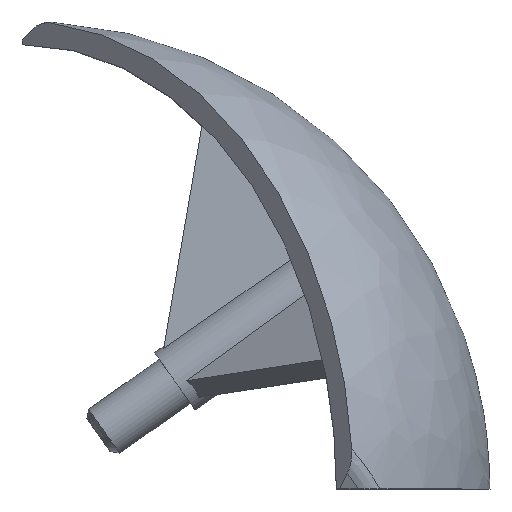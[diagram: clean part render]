
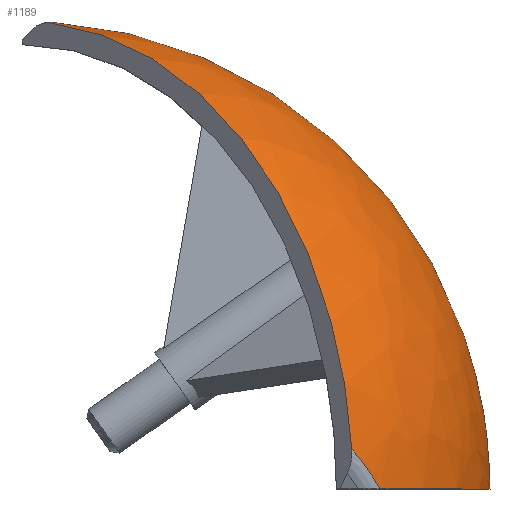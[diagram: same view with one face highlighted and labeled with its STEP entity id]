
A CAD part, top view. The second image highlights one B-rep face of the part: STEP entity #1189.
In plain terms, the highlighted free-form (B-spline) face has degree [3, 3] with [4, 4] control points.
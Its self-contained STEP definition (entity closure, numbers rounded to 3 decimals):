
#8 = CARTESIAN_POINT ( 'NONE',  ( 20., 0., 0. ) ) ;
#41 = CARTESIAN_POINT ( 'NONE',  ( 20., 0., 0. ) ) ;
#46 = CARTESIAN_POINT ( 'NONE',  ( 1.24, 19.962, 0. ) ) ;
#52 = CARTESIAN_POINT ( 'NONE',  ( 12.255, 19.398, 11.363 ) ) ;
#62 = CARTESIAN_POINT ( 'NONE',  ( 19.872, 0., 2.334 ) ) ;
#69 = CARTESIAN_POINT ( 'NONE',  ( 1.205, 19.927, 1.205 ) ) ;
#100 = CARTESIAN_POINT ( 'NONE',  ( 0., 0., 0. ) ) ;
#102 = VERTEX_POINT ( 'NONE', #69 ) ;
#124 = CARTESIAN_POINT ( 'NONE',  ( 4.036, 19.177, 4.036 ) ) ;
#129 = CARTESIAN_POINT ( 'NONE',  ( 12.648, 8.968, 12.648 ) ) ;
#137 = CARTESIAN_POINT ( 'NONE',  ( 20., 6.587, 11.245 ) ) ;
#152 = CARTESIAN_POINT ( 'NONE',  ( 12.255, 0., 19.398 ) ) ;
#156 = CARTESIAN_POINT ( 'NONE',  ( 20., 0., 0. ) ) ;
#204 = ORIENTED_EDGE ( 'NONE', *, *, #302, .T. ) ;
#218 = CARTESIAN_POINT ( 'NONE',  ( 12.455, 9.492, 12.455 ) ) ;
#221 = CARTESIAN_POINT ( 'NONE',  ( 11.82, 10.995, 11.82 ) ) ;
#224 = CARTESIAN_POINT ( 'NONE',  ( 14.055, 2.291, 14.055 ) ) ;
#247 = CARTESIAN_POINT ( 'NONE',  ( 19.193, 0., 5.746 ) ) ;
#251 = DIRECTION ( 'NONE',  ( 0.707, -0.707, 0. ) ) ;
#258 = CARTESIAN_POINT ( 'NONE',  ( 19.948, 0., 1.464 ) ) ;
#302 = EDGE_CURVE ( 'NONE', #609, #564, #1150, .T. ) ;
#306 = CARTESIAN_POINT ( 'NONE',  ( 14.091, 1.705, 14.091 ) ) ;
#321 = CARTESIAN_POINT ( 'NONE',  ( 15.296, 0., 12.885 ) ) ;
#323 = CARTESIAN_POINT ( 'NONE',  ( 13.172, 7.375, 13.172 ) ) ;
#345 = EDGE_LOOP ( 'NONE', ( #204, #1082, #656, #1110, #1134 ) ) ;
#355 = CARTESIAN_POINT ( 'NONE',  ( 19.987, 0., 0.734 ) ) ;
#384 = FACE_OUTER_BOUND ( 'NONE', #345, .T. ) ;
#408 = CARTESIAN_POINT ( 'NONE',  ( 13.858, 4.03, 13.858 ) ) ;
#417 = CARTESIAN_POINT ( 'NONE',  ( 5.587, 18.382, 5.587 ) ) ;
#424 = CARTESIAN_POINT ( 'NONE',  ( 1.024, 0., 19.974 ) ) ;
#430 = CARTESIAN_POINT ( 'NONE',  ( 19.968, 0., 1.173 ) ) ;
#441 = CARTESIAN_POINT ( 'NONE',  ( 19.796, 0., 2.91 ) ) ;
#501 = DIRECTION ( 'NONE',  ( 1., 0., 0. ) ) ;
#510 = CARTESIAN_POINT ( 'NONE',  ( 4.428, 19.003, 4.428 ) ) ;
#521 = CARTESIAN_POINT ( 'NONE',  ( 15.296, 0., 12.885 ) ) ;
#523 = CARTESIAN_POINT ( 'NONE',  ( 12.255, 19.398, 0. ) ) ;
#532 = CARTESIAN_POINT ( 'NONE',  ( 12.255, 11.363, 19.398 ) ) ;
#536 = CARTESIAN_POINT ( 'NONE',  ( 17.598, 0., 9.52 ) ) ;
#539 = EDGE_CURVE ( 'NONE', #564, #1151, #851, .T. ) ;
#564 = VERTEX_POINT ( 'NONE', #8 ) ;
#589 = CARTESIAN_POINT ( 'NONE',  ( 11.114, 12.422, 11.114 ) ) ;
#600 = CARTESIAN_POINT ( 'NONE',  ( 9.706, 14.557, 9.706 ) ) ;
#602 = B_SPLINE_CURVE_WITH_KNOTS ( 'NONE', 3,
 ( #1076, #989, #891, #124, #510, #1175, #417, #1079, #709, #904, #803, #704, #600, #1178, #589, #221, #1072, #218, #129, #323, #900, #895, #408, #993, #224, #306 ),
 .UNSPECIFIED., .F., .F.,
 ( 4, 2, 2, 2, 2, 2, 2, 2, 2, 2, 2, 2, 4 ),
 ( 0., 0.003, 0.005, 0.007, 0.01, 0.012, 0.014, 0.017, 0.019, 0.021, 0.024, 0.026, 0.028 ),
 .UNSPECIFIED. ) ;
#605 = CARTESIAN_POINT ( 'NONE',  ( 14.091, 1.705, 14.091 ) ) ;
#609 = VERTEX_POINT ( 'NONE', #321 ) ;
#610 = CIRCLE ( 'NONE', #668, 14.992 ) ;
#612 = CARTESIAN_POINT ( 'NONE',  ( 20., 0., 0. ) ) ;
#625 =( BOUNDED_SURFACE ( )  B_SPLINE_SURFACE ( 3, 3, ( 
 ( #612, #629, #156, #713 ),
 ( #1100, #1107, #137, #1177 ),
 ( #523, #52, #532, #152 ),
 ( #811, #829, #1195, #424 ) ),
 .UNSPECIFIED., .F., .F., .T. ) 
 B_SPLINE_SURFACE_WITH_KNOTS ( ( 4, 4 ),
 ( 4, 4 ),
 ( 0., 1. ),
 ( 0., 1. ),
 .UNSPECIFIED. ) 
 GEOMETRIC_REPRESENTATION_ITEM ( )  RATIONAL_B_SPLINE_SURFACE ( (
 ( 1., 0.805, 0.805, 1.),
 ( 0.817, 0.657, 0.657, 0.817),
 ( 0.817, 0.657, 0.657, 0.817),
 ( 1., 0.805, 0.805, 1.) ) ) 
 REPRESENTATION_ITEM ( '' )  SURFACE ( )  );
#629 = CARTESIAN_POINT ( 'NONE',  ( 20., 0., 0. ) ) ;
#656 = ORIENTED_EDGE ( 'NONE', *, *, #1202, .T. ) ;
#668 = AXIS2_PLACEMENT_3D ( 'NONE', #1012, #251, #1183 ) ;
#696 = DIRECTION ( 'NONE',  ( 0., 0., 1. ) ) ;
#704 = CARTESIAN_POINT ( 'NONE',  ( 9.399, 14.956, 9.399 ) ) ;
#709 = CARTESIAN_POINT ( 'NONE',  ( 7.43, 17.057, 7.43 ) ) ;
#713 = CARTESIAN_POINT ( 'NONE',  ( 20., 0., 0. ) ) ;
#730 = CARTESIAN_POINT ( 'NONE',  ( 16.056, 0., 11.984 ) ) ;
#741 = CARTESIAN_POINT ( 'NONE',  ( 20., 0., 0.145 ) ) ;
#747 = CARTESIAN_POINT ( 'NONE',  ( 18.588, 0., 7.404 ) ) ;
#776 = DIRECTION ( 'NONE',  ( -0.986, 0., 0.169 ) ) ;
#779 = DIRECTION ( 'NONE',  ( -0.146, 0.5, -0.854 ) ) ;
#803 = CARTESIAN_POINT ( 'NONE',  ( 8.766, 15.705, 8.766 ) ) ;
#811 = CARTESIAN_POINT ( 'NONE',  ( 1.024, 19.974, 0. ) ) ;
#824 = EDGE_CURVE ( 'NONE', #1069, #609, #1152, .T. ) ;
#825 = CARTESIAN_POINT ( 'NONE',  ( 18.362, 0., 7.948 ) ) ;
#826 = AXIS2_PLACEMENT_3D ( 'NONE', #100, #696, #501 ) ;
#829 = CARTESIAN_POINT ( 'NONE',  ( 1.024, 19.974, 11.7 ) ) ;
#851 = CIRCLE ( 'NONE', #826, 20. ) ;
#867 = AXIS2_PLACEMENT_3D ( 'NONE', #869, #779, #776 ) ;
#869 = CARTESIAN_POINT ( 'NONE',  ( 1.939, -6.619, 11.3 ) ) ;
#891 = CARTESIAN_POINT ( 'NONE',  ( 2.846, 19.625, 2.846 ) ) ;
#895 = CARTESIAN_POINT ( 'NONE',  ( 13.769, 4.599, 13.769 ) ) ;
#900 = CARTESIAN_POINT ( 'NONE',  ( 13.451, 6.283, 13.451 ) ) ;
#904 = CARTESIAN_POINT ( 'NONE',  ( 8.439, 16.059, 8.439 ) ) ;
#921 = CARTESIAN_POINT ( 'NONE',  ( 19.493, 0., 4.623 ) ) ;
#928 = CARTESIAN_POINT ( 'NONE',  ( 17.868, 0., 9.005 ) ) ;
#989 = CARTESIAN_POINT ( 'NONE',  ( 2.035, 19.827, 2.035 ) ) ;
#993 = CARTESIAN_POINT ( 'NONE',  ( 14.001, 2.877, 14.001 ) ) ;
#1012 = CARTESIAN_POINT ( 'NONE',  ( -9.361, 9.361, 0. ) ) ;
#1056 = EDGE_CURVE ( 'NONE', #102, #1069, #602, .T. ) ;
#1069 = VERTEX_POINT ( 'NONE', #605 ) ;
#1072 = CARTESIAN_POINT ( 'NONE',  ( 12.042, 10.504, 12.042 ) ) ;
#1076 = CARTESIAN_POINT ( 'NONE',  ( 1.205, 19.927, 1.205 ) ) ;
#1079 = CARTESIAN_POINT ( 'NONE',  ( 6.718, 17.639, 6.718 ) ) ;
#1082 = ORIENTED_EDGE ( 'NONE', *, *, #539, .T. ) ;
#1100 = CARTESIAN_POINT ( 'NONE',  ( 20., 11.245, 0. ) ) ;
#1107 = CARTESIAN_POINT ( 'NONE',  ( 20., 11.245, 6.587 ) ) ;
#1110 = ORIENTED_EDGE ( 'NONE', *, *, #1056, .T. ) ;
#1134 = ORIENTED_EDGE ( 'NONE', *, *, #824, .T. ) ;
#1150 = B_SPLINE_CURVE_WITH_KNOTS ( 'NONE', 3,
 ( #521, #730, #1198, #536, #928, #825, #747, #247, #921, #441, #62, #258, #430, #355, #1193, #1187, #741, #41 ),
 .UNSPECIFIED., .F., .F.,
 ( 4, 2, 2, 2, 2, 2, 2, 2, 4 ),
 ( 0., 0.003, 0.005, 0.007, 0.01, 0.012, 0.013, 0.014, 0.014 ),
 .UNSPECIFIED. ) ;
#1151 = VERTEX_POINT ( 'NONE', #46 ) ;
#1152 = CIRCLE ( 'NONE', #867, 14.992 ) ;
#1175 = CARTESIAN_POINT ( 'NONE',  ( 5.203, 18.606, 5.203 ) ) ;
#1177 = CARTESIAN_POINT ( 'NONE',  ( 20., 0., 11.245 ) ) ;
#1178 = CARTESIAN_POINT ( 'NONE',  ( 10.586, 13.313, 10.586 ) ) ;
#1183 = DIRECTION ( 'NONE',  ( 0., 0., -1. ) ) ;
#1187 = CARTESIAN_POINT ( 'NONE',  ( 19.998, 0., 0.294 ) ) ;
#1189 = ADVANCED_FACE ( 'NONE', ( #384 ), #625, .T. ) ;
#1193 = CARTESIAN_POINT ( 'NONE',  ( 19.992, 0., 0.588 ) ) ;
#1195 = CARTESIAN_POINT ( 'NONE',  ( 1.024, 11.7, 19.974 ) ) ;
#1198 = CARTESIAN_POINT ( 'NONE',  ( 16.725, 0., 11.029 ) ) ;
#1202 = EDGE_CURVE ( 'NONE', #1151, #102, #610, .T. ) ;
